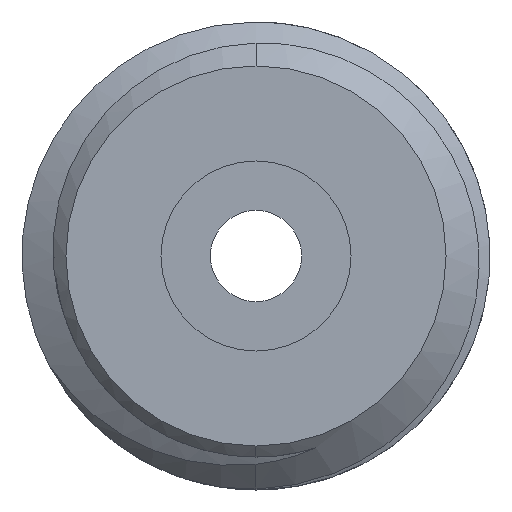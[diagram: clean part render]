
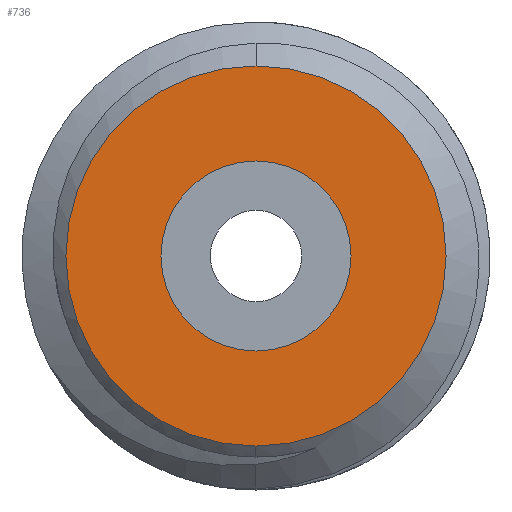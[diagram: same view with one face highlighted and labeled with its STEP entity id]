
A CAD part, left-side view. The second image highlights one B-rep face of the part: STEP entity #736.
In plain terms, the highlighted planar face has unit normal (-1, 0, 0).
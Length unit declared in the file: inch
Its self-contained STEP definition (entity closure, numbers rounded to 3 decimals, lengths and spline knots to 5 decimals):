
#33 = DIRECTION ( 'NONE',  ( 1., 0., 0. ) ) ;
#377 = AXIS2_PLACEMENT_3D ( 'NONE', #2052, #1311, #1864 ) ;
#477 = CARTESIAN_POINT ( 'NONE',  ( 0., 0., -0.0625 ) ) ;
#499 = CARTESIAN_POINT ( 'NONE',  ( 0., 0., 0. ) ) ;
#524 = AXIS2_PLACEMENT_3D ( 'NONE', #3013, #33, #1945 ) ;
#546 = FACE_BOUND ( 'NONE', #1887, .T. ) ;
#574 = EDGE_CURVE ( 'NONE', #980, #1826, #601, .T. ) ;
#601 = CIRCLE ( 'NONE', #524, 0.125 ) ;
#633 = CARTESIAN_POINT ( 'NONE',  ( 0., 0., 0.125 ) ) ;
#736 = ADVANCED_FACE ( 'NONE', ( #546, #903 ), #1959, .T. ) ;
#776 = DIRECTION ( 'NONE',  ( 0., 0., -1. ) ) ;
#903 = FACE_OUTER_BOUND ( 'NONE', #2249, .T. ) ;
#980 = VERTEX_POINT ( 'NONE', #633 ) ;
#1015 = CIRCLE ( 'NONE', #2229, 0.0625 ) ;
#1142 = DIRECTION ( 'NONE',  ( 0., 0., 1. ) ) ;
#1152 = AXIS2_PLACEMENT_3D ( 'NONE', #3274, #2780, #1142 ) ;
#1248 = CARTESIAN_POINT ( 'NONE',  ( 0., 0., 0. ) ) ;
#1311 = DIRECTION ( 'NONE',  ( 1., 0., 0. ) ) ;
#1324 = AXIS2_PLACEMENT_3D ( 'NONE', #1248, #1875, #2678 ) ;
#1358 = EDGE_CURVE ( 'NONE', #1649, #1931, #2429, .T. ) ;
#1426 = CARTESIAN_POINT ( 'NONE',  ( 0., 0., -0.125 ) ) ;
#1511 = ORIENTED_EDGE ( 'NONE', *, *, #2140, .T. ) ;
#1649 = VERTEX_POINT ( 'NONE', #3036 ) ;
#1826 = VERTEX_POINT ( 'NONE', #1426 ) ;
#1864 = DIRECTION ( 'NONE',  ( 0., 0., -1. ) ) ;
#1875 = DIRECTION ( 'NONE',  ( 1., 0., 0. ) ) ;
#1887 = EDGE_LOOP ( 'NONE', ( #1511, #3009 ) ) ;
#1931 = VERTEX_POINT ( 'NONE', #477 ) ;
#1945 = DIRECTION ( 'NONE',  ( 0., 0., -1. ) ) ;
#1959 = PLANE ( 'NONE',  #1152 ) ;
#2052 = CARTESIAN_POINT ( 'NONE',  ( 0., 0., 0. ) ) ;
#2140 = EDGE_CURVE ( 'NONE', #1931, #1649, #1015, .T. ) ;
#2229 = AXIS2_PLACEMENT_3D ( 'NONE', #499, #3507, #776 ) ;
#2249 = EDGE_LOOP ( 'NONE', ( #2636, #2791 ) ) ;
#2429 = CIRCLE ( 'NONE', #1324, 0.0625 ) ;
#2636 = ORIENTED_EDGE ( 'NONE', *, *, #3445, .F. ) ;
#2678 = DIRECTION ( 'NONE',  ( 0., 0., -1. ) ) ;
#2780 = DIRECTION ( 'NONE',  ( -1., 0., 0. ) ) ;
#2791 = ORIENTED_EDGE ( 'NONE', *, *, #574, .F. ) ;
#3009 = ORIENTED_EDGE ( 'NONE', *, *, #1358, .T. ) ;
#3013 = CARTESIAN_POINT ( 'NONE',  ( 0., 0., 0. ) ) ;
#3036 = CARTESIAN_POINT ( 'NONE',  ( 0., 0., 0.0625 ) ) ;
#3274 = CARTESIAN_POINT ( 'NONE',  ( 0., 0.125, 0. ) ) ;
#3316 = CIRCLE ( 'NONE', #377, 0.125 ) ;
#3445 = EDGE_CURVE ( 'NONE', #1826, #980, #3316, .T. ) ;
#3507 = DIRECTION ( 'NONE',  ( 1., 0., 0. ) ) ;
